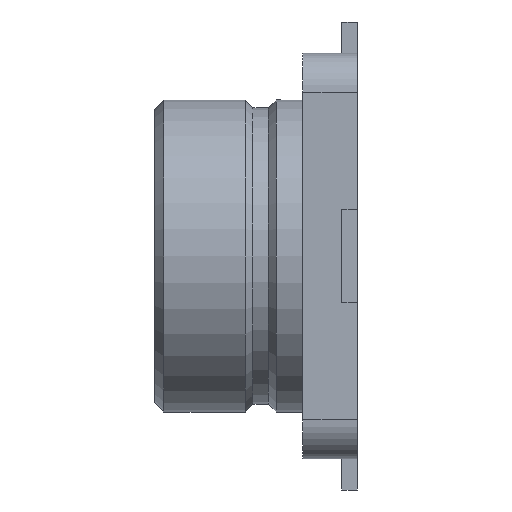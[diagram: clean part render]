
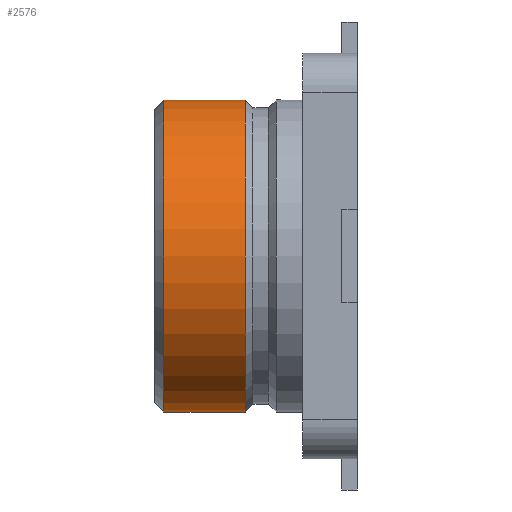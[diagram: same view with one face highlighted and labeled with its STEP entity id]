
A CAD part, left-side view. The second image highlights one B-rep face of the part: STEP entity #2576.
In plain terms, the highlighted cylindrical face has radius 1 mm (diameter 2 mm), a partial arc.
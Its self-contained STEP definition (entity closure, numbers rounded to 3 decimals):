
#30 = LINE ( 'NONE', #539, #1423 ) ;
#197 = VERTEX_POINT ( 'NONE', #831 ) ;
#262 = CARTESIAN_POINT ( 'NONE',  ( 0., 0.35, -1. ) ) ;
#263 = CIRCLE ( 'NONE', #459, 1. ) ;
#314 = AXIS2_PLACEMENT_3D ( 'NONE', #2523, #1995, #1769 ) ;
#409 = DIRECTION ( 'NONE',  ( 0., 0., -1. ) ) ;
#410 = EDGE_CURVE ( 'NONE', #197, #2821, #2853, .T. ) ;
#459 = AXIS2_PLACEMENT_3D ( 'NONE', #3100, #896, #2860 ) ;
#494 = CARTESIAN_POINT ( 'NONE',  ( 0., 1.24, 1. ) ) ;
#539 = CARTESIAN_POINT ( 'NONE',  ( 0., 0.35, 1. ) ) ;
#611 = FACE_OUTER_BOUND ( 'NONE', #2076, .T. ) ;
#650 = CARTESIAN_POINT ( 'NONE',  ( 0., 0.72, 0. ) ) ;
#831 = CARTESIAN_POINT ( 'NONE',  ( 0., 1.24, -1. ) ) ;
#869 = EDGE_CURVE ( 'NONE', #2028, #1304, #30, .T. ) ;
#896 = DIRECTION ( 'NONE',  ( 0., -1., 0. ) ) ;
#1018 = DIRECTION ( 'NONE',  ( 0., -1., 0. ) ) ;
#1019 = EDGE_CURVE ( 'NONE', #1304, #2821, #1934, .T. ) ;
#1037 = DIRECTION ( 'NONE',  ( 0., -1., 0. ) ) ;
#1073 = ORIENTED_EDGE ( 'NONE', *, *, #869, .F. ) ;
#1134 = DIRECTION ( 'NONE',  ( 0., -1., 0. ) ) ;
#1167 = VECTOR ( 'NONE', #1018, 1000. ) ;
#1304 = VERTEX_POINT ( 'NONE', #2219 ) ;
#1391 = CARTESIAN_POINT ( 'NONE',  ( 0., 0.72, -1. ) ) ;
#1423 = VECTOR ( 'NONE', #1037, 1000. ) ;
#1769 = DIRECTION ( 'NONE',  ( 0., 0., -1. ) ) ;
#1934 = CIRCLE ( 'NONE', #2893, 1. ) ;
#1995 = DIRECTION ( 'NONE',  ( 0., -1., 0. ) ) ;
#2028 = VERTEX_POINT ( 'NONE', #494 ) ;
#2076 = EDGE_LOOP ( 'NONE', ( #1073, #2645, #2865, #2838 ) ) ;
#2219 = CARTESIAN_POINT ( 'NONE',  ( 0., 0.72, 1. ) ) ;
#2285 = EDGE_CURVE ( 'NONE', #2028, #197, #263, .T. ) ;
#2523 = CARTESIAN_POINT ( 'NONE',  ( 0., 0.35, 0. ) ) ;
#2576 = ADVANCED_FACE ( 'NONE', ( #611 ), #2852, .T. ) ;
#2645 = ORIENTED_EDGE ( 'NONE', *, *, #2285, .T. ) ;
#2821 = VERTEX_POINT ( 'NONE', #1391 ) ;
#2838 = ORIENTED_EDGE ( 'NONE', *, *, #1019, .F. ) ;
#2852 = CYLINDRICAL_SURFACE ( 'NONE', #314, 1. ) ;
#2853 = LINE ( 'NONE', #262, #1167 ) ;
#2860 = DIRECTION ( 'NONE',  ( 0., 0., -1. ) ) ;
#2865 = ORIENTED_EDGE ( 'NONE', *, *, #410, .T. ) ;
#2893 = AXIS2_PLACEMENT_3D ( 'NONE', #650, #1134, #409 ) ;
#3100 = CARTESIAN_POINT ( 'NONE',  ( 0., 1.24, 0. ) ) ;
